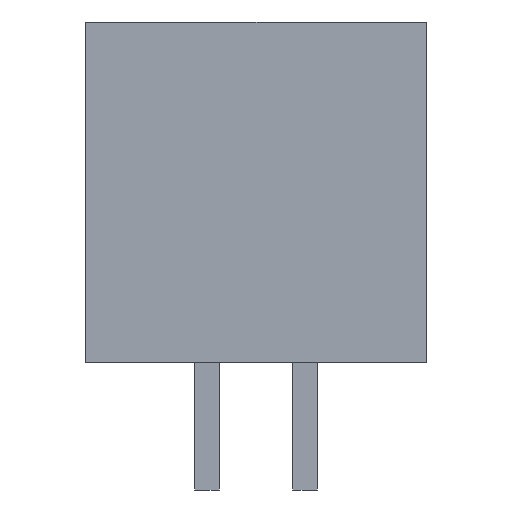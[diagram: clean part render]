
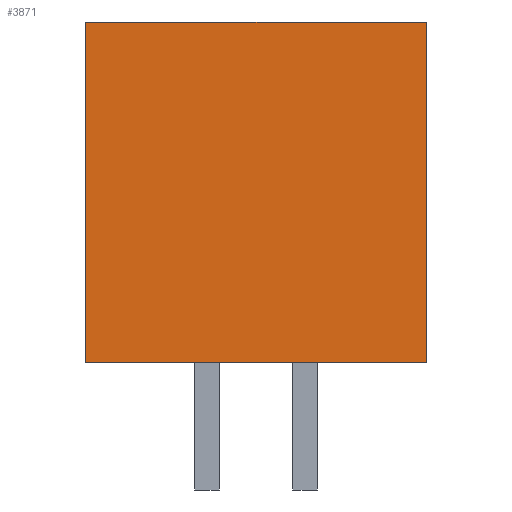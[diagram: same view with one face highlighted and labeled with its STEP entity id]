
A CAD part, left-side view. The second image highlights one B-rep face of the part: STEP entity #3871.
In plain terms, the highlighted planar face has unit normal (-1, 0, 0).
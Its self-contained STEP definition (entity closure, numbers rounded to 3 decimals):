
#265=FACE_OUTER_BOUND('',#479,.T.);
#479=EDGE_LOOP('',(#3259,#3260,#3261,#3262));
#1021=LINE('',#6091,#1537);
#1036=LINE('',#6117,#1552);
#1037=LINE('',#6119,#1553);
#1038=LINE('',#6120,#1554);
#1537=VECTOR('',#5015,10.);
#1552=VECTOR('',#5038,10.);
#1553=VECTOR('',#5041,10.);
#1554=VECTOR('',#5042,10.);
#1890=VERTEX_POINT('',#6088);
#1891=VERTEX_POINT('',#6090);
#1897=VERTEX_POINT('',#6111);
#1898=VERTEX_POINT('',#6115);
#2397=EDGE_CURVE('',#1890,#1891,#1021,.T.);
#2412=EDGE_CURVE('',#1897,#1898,#1036,.T.);
#2413=EDGE_CURVE('',#1890,#1897,#1037,.T.);
#2414=EDGE_CURVE('',#1891,#1898,#1038,.T.);
#3259=ORIENTED_EDGE('',*,*,#2413,.T.);
#3260=ORIENTED_EDGE('',*,*,#2412,.T.);
#3261=ORIENTED_EDGE('',*,*,#2414,.F.);
#3262=ORIENTED_EDGE('',*,*,#2397,.F.);
#3657=PLANE('',#4099);
#3871=ADVANCED_FACE('',(#265),#3657,.T.);
#4099=AXIS2_PLACEMENT_3D('',#6118,#5039,#5040);
#5015=DIRECTION('',(0.,0.,1.));
#5038=DIRECTION('',(0.,0.,1.));
#5039=DIRECTION('center_axis',(-1.,0.,0.));
#5040=DIRECTION('ref_axis',(0.,-1.,0.));
#5041=DIRECTION('',(0.,-1.,0.));
#5042=DIRECTION('',(0.,-1.,0.));
#6088=CARTESIAN_POINT('',(0.,8.8,0.));
#6090=CARTESIAN_POINT('',(0.,8.8,8.8));
#6091=CARTESIAN_POINT('',(0.,8.8,0.));
#6111=CARTESIAN_POINT('',(0.,0.,0.));
#6115=CARTESIAN_POINT('',(0.,0.,8.8));
#6117=CARTESIAN_POINT('',(0.,0.,0.));
#6118=CARTESIAN_POINT('Origin',(0.,5.,
0.));
#6119=CARTESIAN_POINT('',(0.,8.8,0.));
#6120=CARTESIAN_POINT('',(0.,8.8,8.8));
